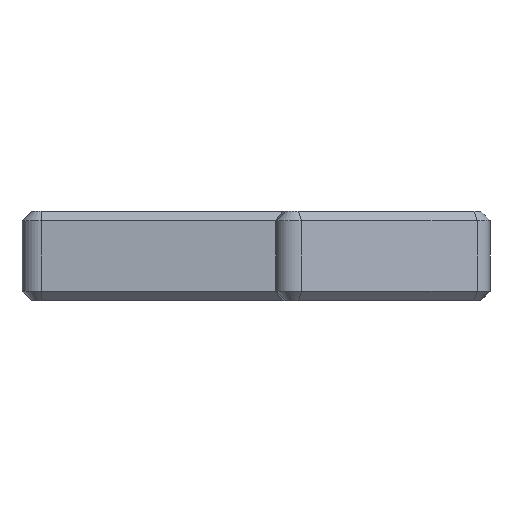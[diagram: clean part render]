
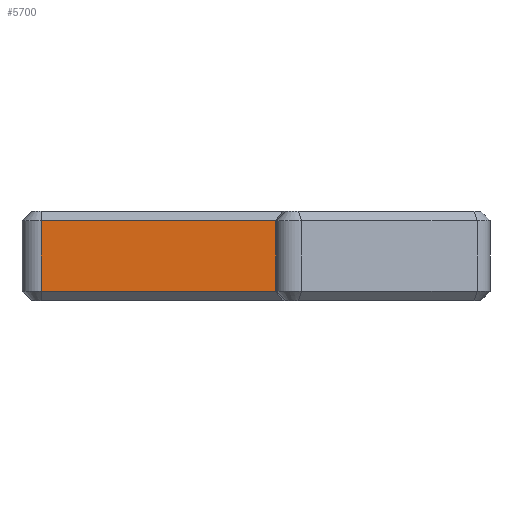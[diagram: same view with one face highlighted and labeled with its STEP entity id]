
A CAD part, left-side view. The second image highlights one B-rep face of the part: STEP entity #5700.
In plain terms, the highlighted planar face has unit normal (-1, 0.001, 0).
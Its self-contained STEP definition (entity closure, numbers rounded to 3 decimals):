
#351=FACE_OUTER_BOUND('',#656,.T.);
#656=EDGE_LOOP('',(#4719,#4720,#4721,#4722));
#1012=LINE('',#8183,#1676);
#1295=LINE('',#9088,#1959);
#1341=LINE('',#9263,#2005);
#1342=LINE('',#9265,#2006);
#1676=VECTOR('',#6555,10.);
#1959=VECTOR('',#7292,10.);
#2005=VECTOR('',#7420,10.);
#2006=VECTOR('',#7423,10.);
#2337=VERTEX_POINT('',#8137);
#2349=VERTEX_POINT('',#8176);
#2590=VERTEX_POINT('',#9086);
#2591=VERTEX_POINT('',#9087);
#2918=EDGE_CURVE('',#2349,#2337,#1012,.T.);
#3306=EDGE_CURVE('',#2590,#2591,#1295,.T.);
#3374=EDGE_CURVE('',#2591,#2349,#1341,.T.);
#3375=EDGE_CURVE('',#2590,#2337,#1342,.T.);
#4719=ORIENTED_EDGE('',*,*,#2918,.F.);
#4720=ORIENTED_EDGE('',*,*,#3374,.F.);
#4721=ORIENTED_EDGE('',*,*,#3306,.F.);
#4722=ORIENTED_EDGE('',*,*,#3375,.T.);
#5401=PLANE('',#6164);
#5700=ADVANCED_FACE('',(#351),#5401,.T.);
#6164=AXIS2_PLACEMENT_3D('',#9264,#7421,#7422);
#6555=DIRECTION('',(-0.001,-1.,0.));
#7292=DIRECTION('',(0.001,1.,0.));
#7420=DIRECTION('',(0.,0.,1.));
#7421=DIRECTION('center_axis',(-1.,0.001,
0.));
#7422=DIRECTION('ref_axis',(-0.001,-1.,0.));
#7423=DIRECTION('',(0.,0.,1.));
#8137=CARTESIAN_POINT('',(201.652,-208.508,5.));
#8176=CARTESIAN_POINT('',(201.691,-158.752,5.));
#8183=CARTESIAN_POINT('',(201.673,-181.529,5.));
#9086=CARTESIAN_POINT('',(201.652,-208.508,-10.));
#9087=CARTESIAN_POINT('',(201.691,-158.752,-10.));
#9088=CARTESIAN_POINT('',(201.673,-181.529,-10.));
#9263=CARTESIAN_POINT('',(201.691,-158.752,-10.));
#9264=CARTESIAN_POINT('Origin',(201.691,-158.752,-10.));
#9265=CARTESIAN_POINT('',(201.652,-208.508,-10.));
